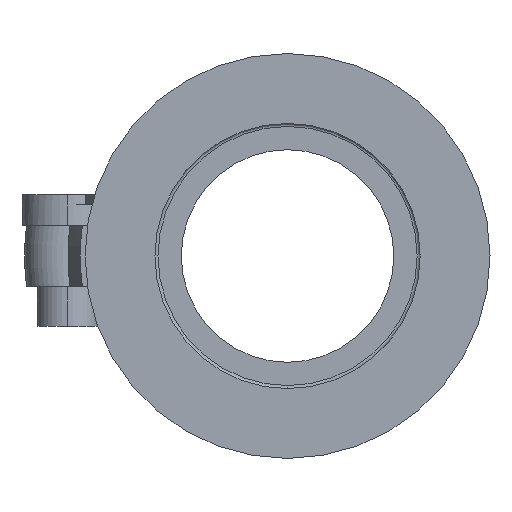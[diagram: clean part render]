
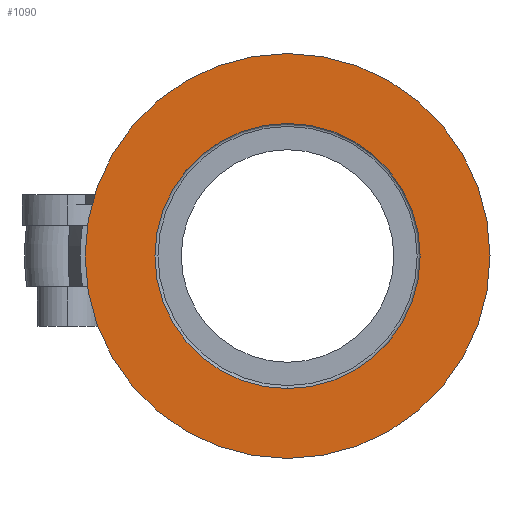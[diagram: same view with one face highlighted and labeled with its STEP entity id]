
A CAD part, left-side view. The second image highlights one B-rep face of the part: STEP entity #1090.
In plain terms, the highlighted planar face has unit normal (-1, 0, 0).
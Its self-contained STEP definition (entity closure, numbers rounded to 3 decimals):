
#57 = ORIENTED_EDGE ( 'NONE', *, *, #1281, .T. ) ;
#58 = EDGE_CURVE ( 'NONE', #385, #1176, #1643, .T. ) ;
#137 = AXIS2_PLACEMENT_3D ( 'NONE', #3691, #3683, #3678 ) ;
#385 = VERTEX_POINT ( 'NONE', #2325 ) ;
#643 = AXIS2_PLACEMENT_3D ( 'NONE', #1884, #1853, #2031 ) ;
#695 = VERTEX_POINT ( 'NONE', #3779 ) ;
#821 = CARTESIAN_POINT ( 'NONE',  ( 0., 0., 13.1 ) ) ;
#978 = CARTESIAN_POINT ( 'NONE',  ( 0., 0., 0. ) ) ;
#985 = DIRECTION ( 'NONE',  ( -1., 0., 0. ) ) ;
#987 = DIRECTION ( 'NONE',  ( 0., 0., -1. ) ) ;
#1090 = ADVANCED_FACE ( 'NONE', ( #1354, #1253 ), #3710, .T. ) ;
#1176 = VERTEX_POINT ( 'NONE', #821 ) ;
#1253 = FACE_BOUND ( 'NONE', #2729, .T. ) ;
#1281 = EDGE_CURVE ( 'NONE', #695, #3270, #3812, .T. ) ;
#1354 = FACE_OUTER_BOUND ( 'NONE', #3858, .T. ) ;
#1619 = CARTESIAN_POINT ( 'NONE',  ( 0., 0., -20. ) ) ;
#1643 = CIRCLE ( 'NONE', #4972, 13.1 ) ;
#1853 = DIRECTION ( 'NONE',  ( -1., 0., 0. ) ) ;
#1884 = CARTESIAN_POINT ( 'NONE',  ( 0., 0., 0. ) ) ;
#2031 = DIRECTION ( 'NONE',  ( 0., 0., -1. ) ) ;
#2177 = AXIS2_PLACEMENT_3D ( 'NONE', #2841, #5738, #4940 ) ;
#2325 = CARTESIAN_POINT ( 'NONE',  ( 0., 0., -13.1 ) ) ;
#2423 = AXIS2_PLACEMENT_3D ( 'NONE', #3278, #3273, #3268 ) ;
#2597 = EDGE_CURVE ( 'NONE', #1176, #385, #4630, .T. ) ;
#2619 = CIRCLE ( 'NONE', #2423, 20. ) ;
#2712 = EDGE_CURVE ( 'NONE', #3270, #695, #2619, .T. ) ;
#2729 = EDGE_LOOP ( 'NONE', ( #3556, #3062 ) ) ;
#2841 = CARTESIAN_POINT ( 'NONE',  ( 0., -13.1, 0. ) ) ;
#3062 = ORIENTED_EDGE ( 'NONE', *, *, #2597, .F. ) ;
#3268 = DIRECTION ( 'NONE',  ( 0., 0., -1. ) ) ;
#3270 = VERTEX_POINT ( 'NONE', #1619 ) ;
#3273 = DIRECTION ( 'NONE',  ( -1., 0., 0. ) ) ;
#3278 = CARTESIAN_POINT ( 'NONE',  ( 0., 0., 0. ) ) ;
#3282 = ORIENTED_EDGE ( 'NONE', *, *, #2712, .T. ) ;
#3556 = ORIENTED_EDGE ( 'NONE', *, *, #58, .F. ) ;
#3678 = DIRECTION ( 'NONE',  ( 0., 0., -1. ) ) ;
#3683 = DIRECTION ( 'NONE',  ( -1., 0., 0. ) ) ;
#3691 = CARTESIAN_POINT ( 'NONE',  ( 0., 0., 0. ) ) ;
#3710 = PLANE ( 'NONE',  #2177 ) ;
#3779 = CARTESIAN_POINT ( 'NONE',  ( 0., 0., 20. ) ) ;
#3812 = CIRCLE ( 'NONE', #643, 20. ) ;
#3858 = EDGE_LOOP ( 'NONE', ( #3282, #57 ) ) ;
#4630 = CIRCLE ( 'NONE', #137, 13.1 ) ;
#4940 = DIRECTION ( 'NONE',  ( 0., 0., -1. ) ) ;
#4972 = AXIS2_PLACEMENT_3D ( 'NONE', #978, #985, #987 ) ;
#5738 = DIRECTION ( 'NONE',  ( -1., 0., 0. ) ) ;
